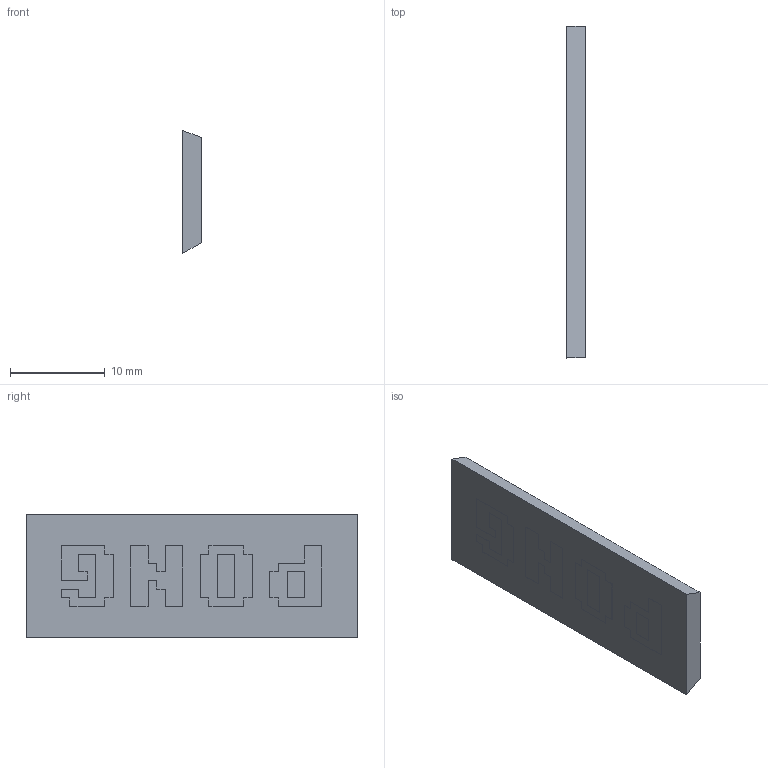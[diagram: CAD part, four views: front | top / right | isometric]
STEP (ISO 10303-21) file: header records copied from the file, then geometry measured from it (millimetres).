
FILE_DESCRIPTION(/* description */ ('Alibre Inc.'),/* implementation_level */ '2;1');
FILE_NAME(/* name */ 'export-8AC9761E-2347-4EE4-A088-F3E2B6F9E33E',/* time_stamp */ '2026-01-09T20:56:34+01:00',/* author */ (''),/* organization */ (''),/* preprocessor_version */ 'ST-DEVELOPER v17',/* originating_system */ 'Alibre',/* authorisation */ '');
FILE_SCHEMA (('AUTOMOTIVE_DESIGN'));
Length unit declared in the file: millimetre
Bounding box: 2 x 35 x 12.99 mm (x, y, z)
Volume: 842.1 mm3; surface area: 1048 mm2
Topology: 1 solids, 1 shells, 78 faces, 210 edges, 140 vertices
Faces by surface type: plane 78
Entity records: 2323 total; most frequent: CARTESIAN_POINT 426, ORIENTED_EDGE 420, DIRECTION 286, VECTOR 210, LINE 210, EDGE_CURVE 210, VERTEX_POINT 140, EDGE_LOOP 84
